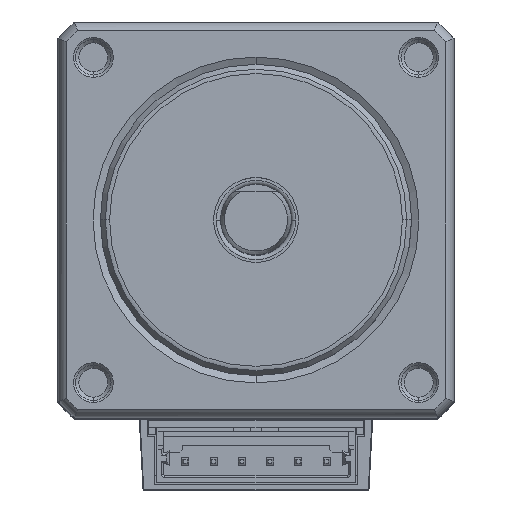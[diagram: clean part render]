
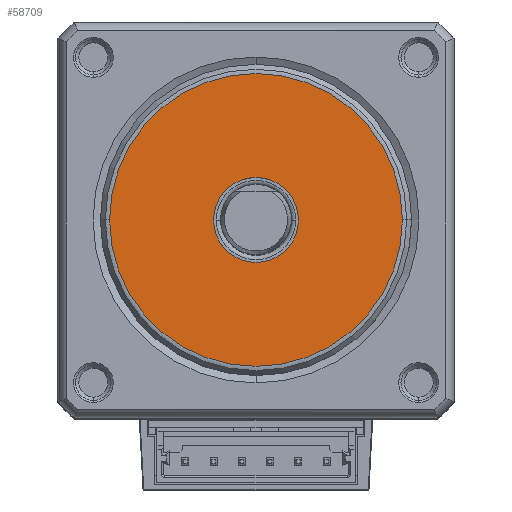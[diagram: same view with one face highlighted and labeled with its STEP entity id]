
A CAD part, top view. The second image highlights one B-rep face of the part: STEP entity #58709.
In plain terms, the highlighted planar face has unit normal (0, 0, 1).
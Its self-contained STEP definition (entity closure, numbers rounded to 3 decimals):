
#56074=CARTESIAN_POINT('',(0.,0.,1.7));
#56075=DIRECTION('',(0.,0.,1.));
#56076=DIRECTION('',(-1.,0.,0.));
#56077=AXIS2_PLACEMENT_3D('',#56074,#56075,#56076);
#56079=CARTESIAN_POINT('',(0.,0.,1.7));
#56080=DIRECTION('',(0.,0.,1.));
#56081=DIRECTION('',(1.,0.,0.));
#56082=AXIS2_PLACEMENT_3D('',#56079,#56080,#56081);
#56084=CARTESIAN_POINT('',(0.,0.,1.7));
#56085=DIRECTION('',(0.,0.,1.));
#56086=DIRECTION('',(-1.,0.,0.));
#56087=AXIS2_PLACEMENT_3D('',#56084,#56085,#56086);
#56089=CARTESIAN_POINT('',(0.,0.,1.7));
#56090=DIRECTION('',(0.,0.,1.));
#56091=DIRECTION('',(1.,0.,0.));
#56092=AXIS2_PLACEMENT_3D('',#56089,#56090,#56091);
#57314=CARTESIAN_POINT('',(-3.,0.,1.7));
#57315=CARTESIAN_POINT('',(3.,0.,1.7));
#57316=VERTEX_POINT('',#57314);
#57317=VERTEX_POINT('',#57315);
#57694=CARTESIAN_POINT('',(-10.35,0.,1.7));
#57695=CARTESIAN_POINT('',(10.35,0.,1.7));
#57696=VERTEX_POINT('',#57694);
#57697=VERTEX_POINT('',#57695);
#58694=CARTESIAN_POINT('',(0.,0.,1.7));
#58695=DIRECTION('',(0.,0.,1.));
#58696=DIRECTION('',(-1.,0.,0.));
#58697=AXIS2_PLACEMENT_3D('',#58694,#58695,#58696);
#58698=PLANE('',#58697);
#58699=ORIENTED_EDGE('',*,*,#58644,.F.);
#58700=ORIENTED_EDGE('',*,*,#58659,.F.);
#58701=EDGE_LOOP('',(#58699,#58700));
#58702=FACE_OUTER_BOUND('',#58701,.F.);
#58704=ORIENTED_EDGE('',*,*,#58703,.T.);
#58706=ORIENTED_EDGE('',*,*,#58705,.T.);
#58707=EDGE_LOOP('',(#58704,#58706));
#58708=FACE_BOUND('',#58707,.F.);
#58709=ADVANCED_FACE('',(#58702,#58708),#58698,.T.);
#56078=CIRCLE('',#56077,3.);
#56083=CIRCLE('',#56082,3.);
#56088=CIRCLE('',#56087,10.35);
#56093=CIRCLE('',#56092,10.35);
#58644=EDGE_CURVE('',#57696,#57697,#56088,.T.);
#58659=EDGE_CURVE('',#57697,#57696,#56093,.T.);
#58703=EDGE_CURVE('',#57316,#57317,#56078,.T.);
#58705=EDGE_CURVE('',#57317,#57316,#56083,.T.);
